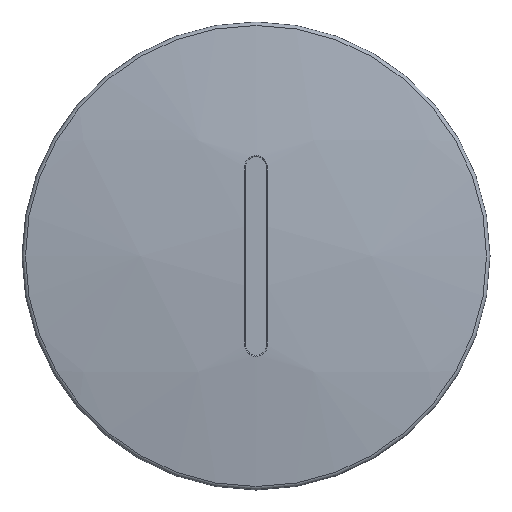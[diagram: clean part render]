
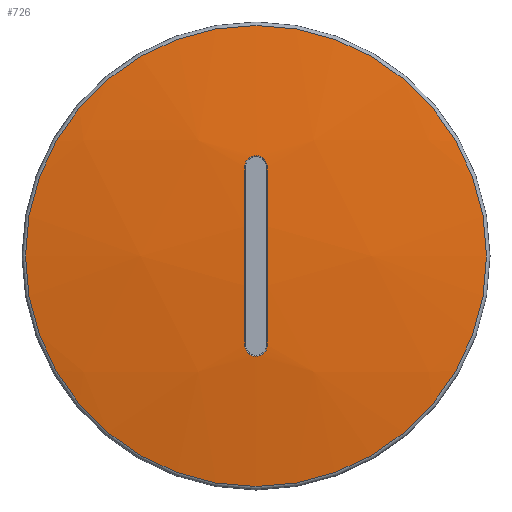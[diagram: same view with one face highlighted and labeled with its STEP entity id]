
A CAD part, left-side view. The second image highlights one B-rep face of the part: STEP entity #726.
In plain terms, the highlighted spherical face has radius 164.533 mm.
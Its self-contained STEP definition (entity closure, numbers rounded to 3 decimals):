
#31=FACE_BOUND('',#216,.T.);
#47=SPHERICAL_SURFACE('',#796,164.533);
#164=FACE_OUTER_BOUND('',#215,.T.);
#215=EDGE_LOOP('',(#532));
#216=EDGE_LOOP('',(#533,#534,#535,#536));
#276=ELLIPSE('',#780,1.354,1.351);
#278=ELLIPSE('',#788,1.354,1.351);
#284=CIRCLE('',#785,164.528);
#287=CIRCLE('',#791,164.528);
#290=CIRCLE('',#797,27.584);
#334=VERTEX_POINT('',#1193);
#335=VERTEX_POINT('',#1195);
#338=VERTEX_POINT('',#1202);
#340=VERTEX_POINT('',#1267);
#344=VERTEX_POINT('',#1285);
#405=EDGE_CURVE('',#334,#335,#276,.T.);
#409=EDGE_CURVE('',#338,#334,#284,.T.);
#412=EDGE_CURVE('',#340,#338,#278,.T.);
#414=EDGE_CURVE('',#335,#340,#287,.T.);
#421=EDGE_CURVE('',#344,#344,#290,.T.);
#532=ORIENTED_EDGE('',*,*,#421,.F.);
#533=ORIENTED_EDGE('',*,*,#405,.F.);
#534=ORIENTED_EDGE('',*,*,#409,.F.);
#535=ORIENTED_EDGE('',*,*,#412,.F.);
#536=ORIENTED_EDGE('',*,*,#414,.F.);
#726=ADVANCED_FACE('',(#164,#31),#47,.T.);
#780=AXIS2_PLACEMENT_3D('',#1196,#887,#888);
#785=AXIS2_PLACEMENT_3D('',#1204,#897,#898);
#788=AXIS2_PLACEMENT_3D('',#1269,#903,#904);
#791=AXIS2_PLACEMENT_3D('',#1272,#909,#910);
#796=AXIS2_PLACEMENT_3D('',#1284,#923,#924);
#797=AXIS2_PLACEMENT_3D('',#1286,#925,#926);
#887=DIRECTION('center_axis',(-0.998,0.,-0.065));
#888=DIRECTION('ref_axis',(0.065,0.,-0.998));
#897=DIRECTION('center_axis',(0.,-1.,0.));
#898=DIRECTION('ref_axis',(-1.,0.,0.));
#903=DIRECTION('center_axis',(-0.998,0.,
0.065));
#904=DIRECTION('ref_axis',(0.065,0.,0.998));
#909=DIRECTION('center_axis',(0.,1.,0.));
#910=DIRECTION('ref_axis',(-1.,0.,0.));
#923=DIRECTION('center_axis',(0.,0.,1.));
#924=DIRECTION('ref_axis',(1.,0.,0.));
#925=DIRECTION('center_axis',(1.,0.,0.));
#926=DIRECTION('ref_axis',(0.,-1.,0.));
#1193=CARTESIAN_POINT('',(-18.649,1.351,-10.651));
#1195=CARTESIAN_POINT('',(-18.649,-1.351,-10.651));
#1196=CARTESIAN_POINT('Origin',(-18.649,0.,-10.651));
#1202=CARTESIAN_POINT('',(-18.649,1.351,10.651));
#1204=CARTESIAN_POINT('Origin',(145.533,1.351,0.));
#1267=CARTESIAN_POINT('',(-18.649,-1.351,10.651));
#1269=CARTESIAN_POINT('Origin',(-18.649,0.,
10.651));
#1272=CARTESIAN_POINT('Origin',(145.533,-1.351,0.));
#1284=CARTESIAN_POINT('Origin',(145.533,0.,0.));
#1285=CARTESIAN_POINT('',(-16.671,27.584,0.));
#1286=CARTESIAN_POINT('Origin',(-16.671,0.,
0.));
